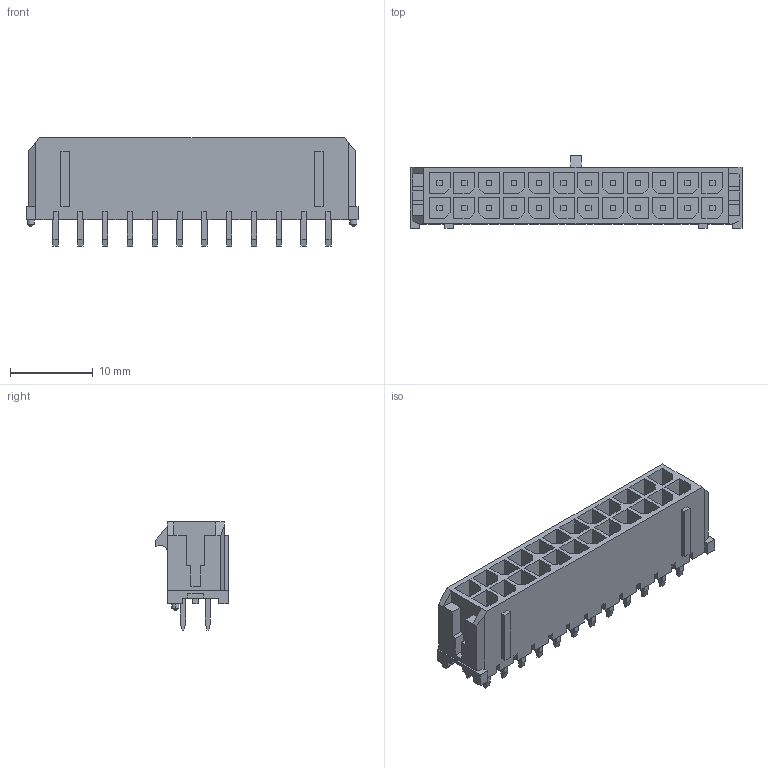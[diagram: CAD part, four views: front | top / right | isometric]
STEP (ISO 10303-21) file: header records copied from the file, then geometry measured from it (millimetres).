
FILE_DESCRIPTION(('STEP AP242'),'1');
FILE_NAME('0430452428.stp','2024-12-22T21:55:01',('TraceParts'),('TraceParts S.A.'),'Spatial InterOp 3D',' ',' ');
FILE_SCHEMA(('AP242_MANAGED_MODEL_BASED_3D_ENGINEERING_MIM_LF {1 0 10303 442 1 1 4}'));
Length unit declared in the file: millimetre
Products named in the file (1): 0430452428_1
Bounding box: 40.15 x 8.77 x 13.09 mm (x, y, z)
Volume: 1590.4 mm3; surface area: 3684.3 mm2
Topology: 1 solids, 1 shells, 795 faces, 2261 edges, 1578 vertices
Faces by surface type: plane 781, cone 8, cylinder 6
Entity records: 25333 total; most frequent: CARTESIAN_POINT 4524, ORIENTED_EDGE 4410, DIRECTION 3931, EDGE_CURVE 2205, LINE 2185, VECTOR 2185, VERTEX_POINT 1466, AXIS2_PLACEMENT_3D 873
